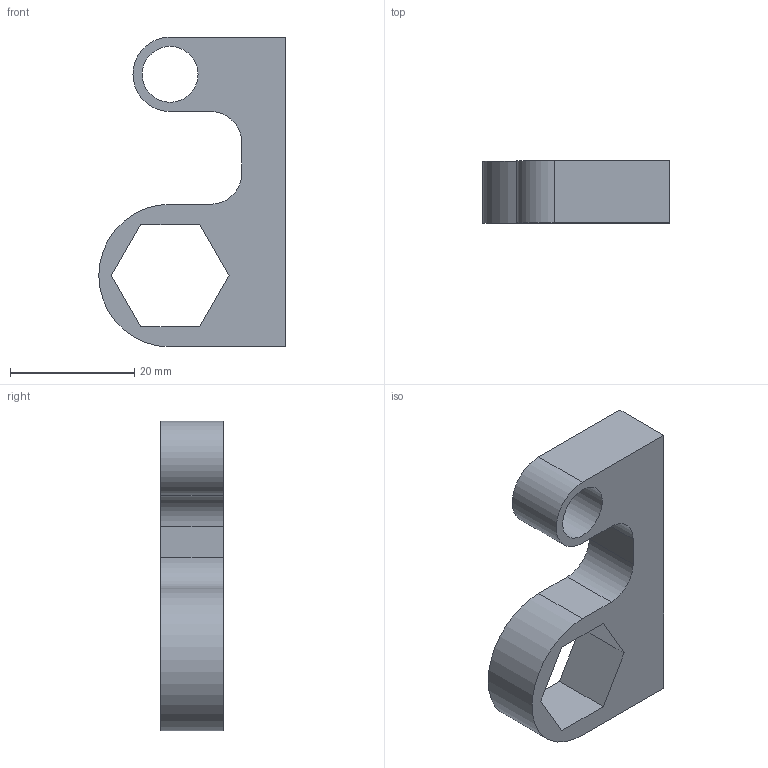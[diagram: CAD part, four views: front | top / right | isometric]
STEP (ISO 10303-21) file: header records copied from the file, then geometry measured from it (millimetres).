
FILE_DESCRIPTION(('STEP AP203'), '1');
FILE_NAME('Êðåïëåíèå ïå÷àëè', '', ('UNSPECIFIED'), ('UNSPECIFIED'), 'C3D Converter', 'C3D Toolkit', '');
FILE_SCHEMA(('CONFIG_CONTROL_DESIGN'));
Length unit declared in the file: millimetre
Bounding box: 30.04 x 10 x 49.94 mm (x, y, z)
Volume: 7305 mm3; surface area: 4071.1 mm2
Topology: 1 solids, 1 shells, 19 faces, 51 edges, 34 vertices
Faces by surface type: plane 14, cylinder 5
Full cylindrical faces by diameter (mm): 9 x1
Entity records: 790 total; most frequent: CARTESIAN_POINT 104, DIRECTION 100, ORIENTED_EDGE 100, EDGE_CURVE 50, LINE 40, VECTOR 40, VERTEX_POINT 34, AXIS2_PLACEMENT_3D 30
